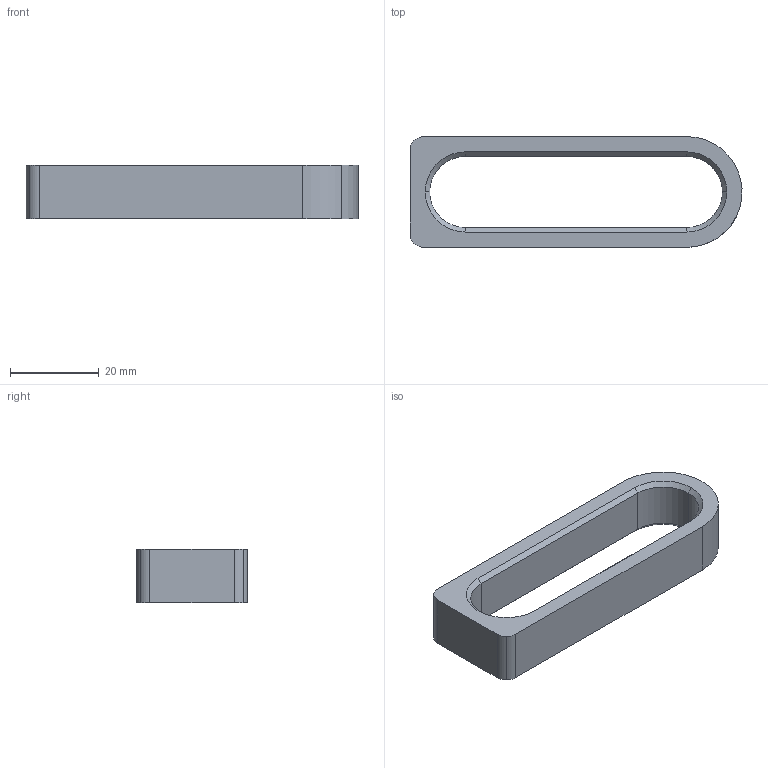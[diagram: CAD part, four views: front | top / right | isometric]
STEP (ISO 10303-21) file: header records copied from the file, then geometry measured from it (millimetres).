
FILE_DESCRIPTION(('STEP AP214'),'1');
FILE_NAME('160410.STP','2011-09-06T10:15:26',(' '),(' '),'Spatial InterOp 3D',' ',' ');
FILE_SCHEMA(('automotive_design'));
Length unit declared in the file: millimetre
Products named in the file (1): Quader
Bounding box: 74.98 x 25 x 12 mm (x, y, z)
Volume: 9393.2 mm3; surface area: 5464.5 mm2
Topology: 1 solids, 1 shells, 29 faces, 69 edges, 42 vertices
Faces by surface type: plane 11, cylinder 10, cone 8
Entity records: 1095 total; most frequent: DIRECTION 157, CARTESIAN_POINT 141, ORIENTED_EDGE 138, EDGE_CURVE 69, AXIS2_PLACEMENT_3D 58, VERTEX_POINT 42, LINE 41, VECTOR 41
